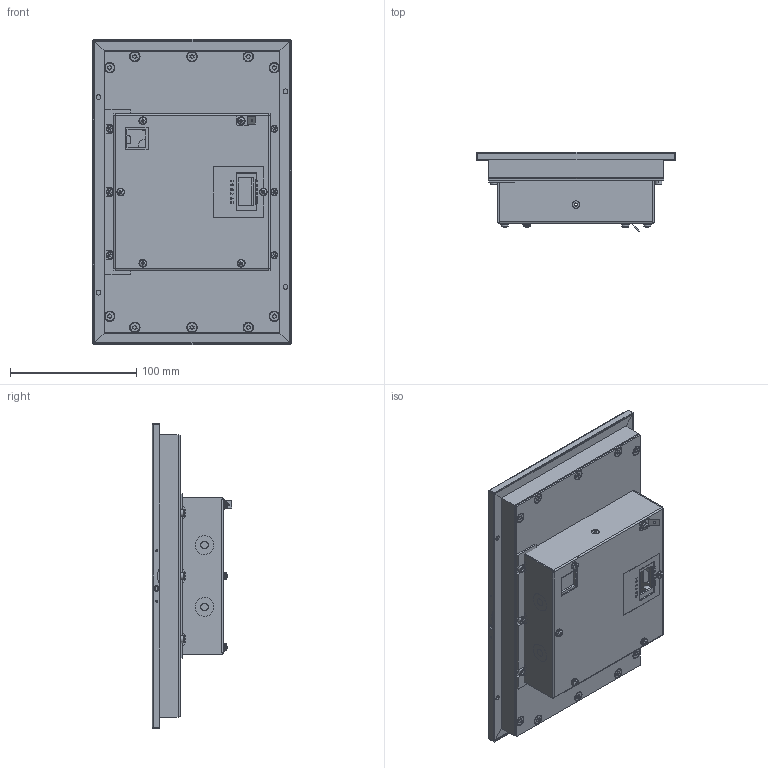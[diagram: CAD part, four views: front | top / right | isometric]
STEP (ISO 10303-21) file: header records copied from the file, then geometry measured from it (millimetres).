
FILE_DESCRIPTION (( 'STEP AP214' ), '1' );
FILE_NAME ('ESN100-SB customer version.STEP', '2025-01-24T09:53:59', ( '' ), ( '' ), 'SwSTEP 2.0', 'SolidWorks 2024', '' );
FILE_SCHEMA (( 'AUTOMOTIVE_DESIGN' ));
Length unit declared in the file: millimetre
Products named in the file (23): PORONPLANNED REV; Label for Wago connector 12 pPLANNED REV; ZOA-01186-XX Screw self tapping countersunk Ø3,5x 9,5 T10 ISO14586-CPLANNED REV; ZAA-01322  9 inch 400NIT W-VA RTP WVGA screenPLANNED REV; ZAA-01311 Kabelsko 6.35x0.81PLANNED REV; ZAA-01318-04PLANNED REV; GASKETPLANNED REV; PL-8046-01 Gasket for LAN plugPLANNED REV; Pad Ø15mmPLANNED REV; PL-8045-00 Gasket for Back platePLANNED REV_Gasket for Back plane with edge flange; Spring washer DIN 128 - A3_Spring washer DIN 128 - A3; DIN 6905-3.2-FSt_DIN 6905-3.2-FSt; ESN100-SB customer version; LCMPLANNED REV; ZOA-01180 Screw self tapping Ø2,9 x 6,5; PL-8047-00Gasket for Wago plugPLANNED REV; ZOA-01155-xx Spacer M3050 x 12mm DSM male_female; ZAA-01326-01PLANNED REV; ZAA-01320-01PLANNED REV; ZAA-01319-04PLANNED REV; DIN EN ISO 7045 - M3 x 8 - Z - 8C_DIN EN ISO 7045 - M3 x 8 - Z - 8C; EN ISO 4762 M3 x 8 - 8C_EN ISO 4762 M3 x 8 - 8C; ZAA-01321-01PLANNED REV
Assembly tree (56 placements, depth 3):
  ESN100-SB customer version
    ZAA-01319-04PLANNED REV
    ZOA-01155-xx Spacer M3050 x 12mm DSM male_female  x6
    ZOA-01186-XX Screw self tapping countersunk Ø3,5x 9,5 T10 ISO14586-CPLANNED REV  x10
    DIN 6905-3.2-FSt_DIN 6905-3.2-FSt  x5
    ZAA-01320-01PLANNED REV  x2
    ZAA-01321-01PLANNED REV  x2
    DIN EN ISO 7045 - M3 x 8 - Z - 8C_DIN EN ISO 7045 - M3 x 8 - Z - 8C  x6
    ZAA-01318-04PLANNED REV
    PL-8046-01 Gasket for LAN plugPLANNED REV
    PL-8047-00Gasket for Wago plugPLANNED REV
    Pad Ø15mmPLANNED REV  x2
    PL-8045-00 Gasket for Back platePLANNED REV_Gasket for Back plane with edge flange
    ZAA-01326-01PLANNED REV
    ZAA-01322  9 inch 400NIT W-VA RTP WVGA screenPLANNED REV
      LCMPLANNED REV
      GASKETPLANNED REV
      PORONPLANNED REV
    ZOA-01180 Screw self tapping Ø2,9 x 6,5  x4
    Label for Wago connector 12 pPLANNED REV
    ZAA-01311 Kabelsko 6.35x0.81PLANNED REV
    Spring washer DIN 128 - A3_Spring washer DIN 128 - A3
    EN ISO 4762 M3 x 8 - 8C_EN ISO 4762 M3 x 8 - 8C  x6
Bounding box: 157.6 x 63.18 x 241.9 mm (x, y, z)
Volume: 337213 mm3; surface area: 328194.9 mm2
Topology: 56 solids, 56 shells, 2185 faces, 5514 edges, 3466 vertices
Faces by surface type: plane 1250, cylinder 574, cone 184, torus 86, bspline 79, sphere 12
Entity records: 47533 total; most frequent: CARTESIAN_POINT 12396, ORIENTED_EDGE 7258, DIRECTION 6878, EDGE_CURVE 3629, LINE 2614, VECTOR 2614, VERTEX_POINT 2328, AXIS2_PLACEMENT_3D 2132
